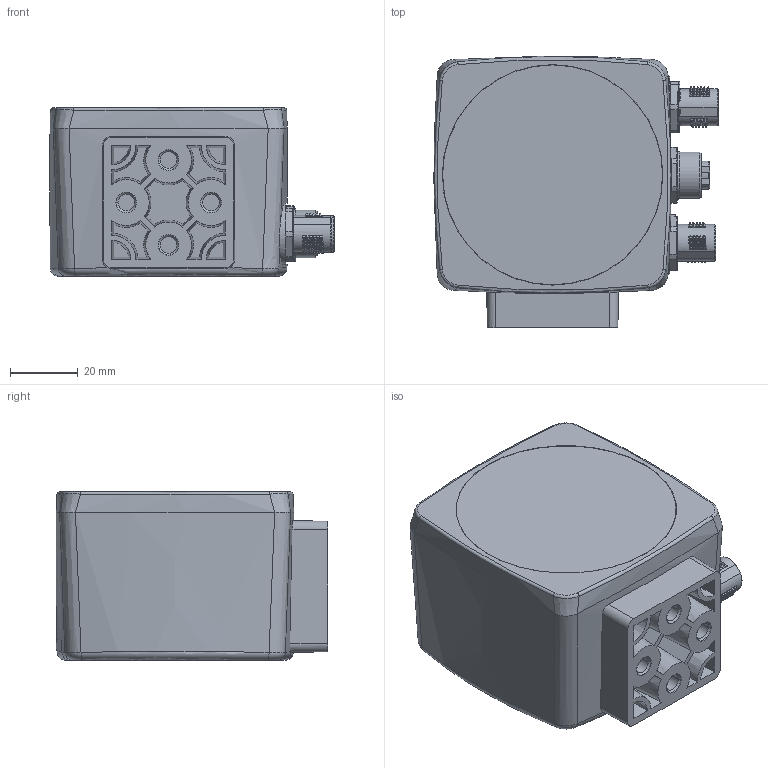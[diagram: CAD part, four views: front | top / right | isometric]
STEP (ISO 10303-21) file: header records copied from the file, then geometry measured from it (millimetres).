
FILE_DESCRIPTION((''),'2;1');
FILE_NAME('CAD-7081_SW0001_NEU','2020-10-27T11:58:06',('creinig-se'),(''),'CREO PARAMETRIC BY PTC INC, 2019292','CREO PARAMETRIC BY PTC INC, 2019292','');
FILE_SCHEMA(('CONFIG_CONTROL_DESIGN','SHAPE_APPEARANCE_LAYERS_GROUPS'));
Products named in the file (1): CAD-7081_SW0001_NEU
Bounding box: 83.8 x 80 x 49.7 mm (x, y, z)
Volume: 244195.1 mm3; surface area: 31539.4 mm2
Topology: 1 solids, 1 shells, 1114 faces, 2830 edges, 1757 vertices
Faces by surface type: plane 431, bspline 261, cylinder 244, cone 95, torus 71, sphere 8, extrusion 4
Entity records: 59561 total; most frequent: CARTESIAN_POINT 25504, ORIENTED_EDGE 5614, DIRECTION 4328, EDGE_CURVE 2807, VERTEX_POINT 1751, AXIS2_PLACEMENT_3D 1530, FILL_AREA_STYLE_COLOUR 1430, FILL_AREA_STYLE 1430
